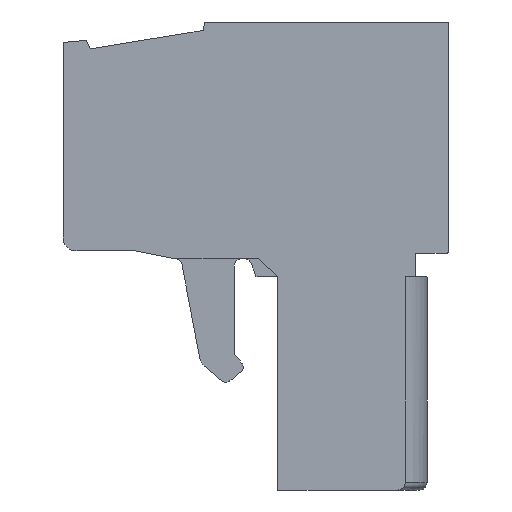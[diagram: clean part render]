
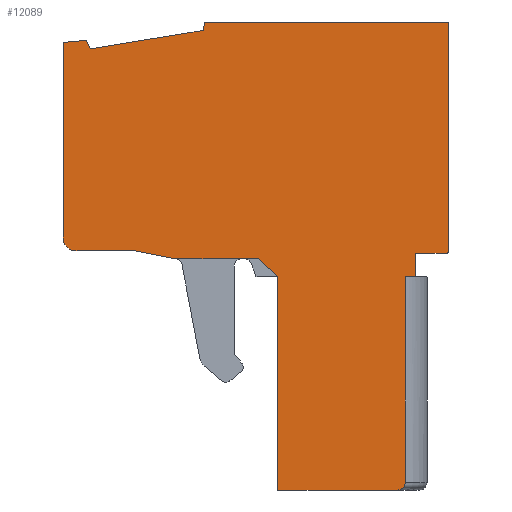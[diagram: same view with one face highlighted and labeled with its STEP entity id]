
A CAD part, front view. The second image highlights one B-rep face of the part: STEP entity #12089.
In plain terms, the highlighted planar face has unit normal (0, -1, 0).
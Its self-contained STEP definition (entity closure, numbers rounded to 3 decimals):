
#1225=DIRECTION('',(-1.,0.,0.));
#1226=VECTOR('',#1225,1.2);
#1227=CARTESIAN_POINT('',(3.65,-7.86,1.));
#1228=LINE('',#1227,#1226);
#2911=CARTESIAN_POINT('',(3.65,-7.86,1.1));
#2912=DIRECTION('',(0.,-1.,0.));
#2913=DIRECTION('',(0.,0.,-1.));
#2914=AXIS2_PLACEMENT_3D('',#2911,#2912,#2913);
#2916=DIRECTION('',(0.,0.,1.));
#2917=VECTOR('',#2916,0.9);
#2918=CARTESIAN_POINT('',(2.45,-7.86,0.1));
#2919=LINE('',#2918,#2917);
#2920=DIRECTION('',(1.,0.,0.));
#2921=VECTOR('',#2920,0.4);
#2922=CARTESIAN_POINT('',(2.05,-7.86,0.1));
#2923=LINE('',#2922,#2921);
#2924=CARTESIAN_POINT('',(1.75,-7.86,-7.9));
#2925=DIRECTION('',(0.,-1.,0.));
#2926=DIRECTION('',(0.,0.,-1.));
#2927=AXIS2_PLACEMENT_3D('',#2924,#2925,#2926);
#2929=DIRECTION('',(1.,0.,0.));
#2930=VECTOR('',#2929,4.65);
#2931=CARTESIAN_POINT('',(-2.9,-7.86,-8.2));
#2932=LINE('',#2931,#2930);
#2933=DIRECTION('',(0.731,0.,-0.682));
#2934=VECTOR('',#2933,1.026);
#2935=CARTESIAN_POINT('',(-3.65,-7.86,0.8));
#2936=LINE('',#2935,#2934);
#2937=DIRECTION('',(1.,0.,0.));
#2938=VECTOR('',#2937,3.3);
#2939=CARTESIAN_POINT('',(-6.95,-7.86,0.8));
#2940=LINE('',#2939,#2938);
#2941=DIRECTION('',(0.981,0.,-0.196));
#2942=VECTOR('',#2941,1.53);
#2943=CARTESIAN_POINT('',(-8.45,-7.86,1.1));
#2944=LINE('',#2943,#2942);
#2945=DIRECTION('',(1.,0.,0.));
#2946=VECTOR('',#2945,2.3);
#2947=CARTESIAN_POINT('',(-10.75,-7.86,1.1));
#2948=LINE('',#2947,#2946);
#2949=CARTESIAN_POINT('',(-10.75,-7.86,1.6));
#2950=DIRECTION('',(0.,-1.,0.));
#2951=DIRECTION('',(-1.,0.,0.));
#2952=AXIS2_PLACEMENT_3D('',#2949,#2950,#2951);
#2954=DIRECTION('',(0.,0.,-1.));
#2955=VECTOR('',#2954,7.608);
#2956=CARTESIAN_POINT('',(-11.25,-7.86,9.208));
#2957=LINE('',#2956,#2955);
#2958=DIRECTION('',(-0.996,0.,-0.087));
#2959=VECTOR('',#2958,0.904);
#2960=CARTESIAN_POINT('',(-10.349,-7.86,9.287));
#2961=LINE('',#2960,#2959);
#2962=DIRECTION('',(-0.412,0.,0.911));
#2963=VECTOR('',#2962,0.362);
#2964=CARTESIAN_POINT('',(-10.2,-7.86,8.957));
#2965=LINE('',#2964,#2963);
#2966=DIRECTION('',(-0.987,0.,-0.16));
#2967=VECTOR('',#2966,4.449);
#2968=CARTESIAN_POINT('',(-5.808,-7.86,9.67));
#2969=LINE('',#2968,#2967);
#2970=DIRECTION('',(-0.174,0.,-0.985));
#2971=VECTOR('',#2970,0.251);
#2972=CARTESIAN_POINT('',(-5.765,-7.86,9.917));
#2973=LINE('',#2972,#2971);
#2974=CARTESIAN_POINT('',(-5.666,-7.86,9.9));
#2975=DIRECTION('',(0.,-1.,0.));
#2976=DIRECTION('',(0.,0.,1.));
#2977=AXIS2_PLACEMENT_3D('',#2974,#2975,#2976);
#2979=DIRECTION('',(-1.,0.,0.));
#2980=VECTOR('',#2979,9.416);
#2981=CARTESIAN_POINT('',(3.75,-7.86,10.));
#2982=LINE('',#2981,#2980);
#2983=DIRECTION('',(0.,0.,1.));
#2984=VECTOR('',#2983,8.9);
#2985=CARTESIAN_POINT('',(3.75,-7.86,1.1));
#2986=LINE('',#2985,#2984);
#4094=DIRECTION('',(0.,0.,1.));
#4095=VECTOR('',#4094,8.3);
#4096=CARTESIAN_POINT('',(-2.9,-7.86,-8.2));
#4097=LINE('',#4096,#4095);
#4159=DIRECTION('',(0.,0.,-1.));
#4160=VECTOR('',#4159,8.);
#4161=CARTESIAN_POINT('',(2.05,-7.86,0.1));
#4162=LINE('',#4161,#4160);
#7107=CARTESIAN_POINT('',(-2.9,-7.86,-8.2));
#7108=CARTESIAN_POINT('',(1.75,-7.86,-8.2));
#7109=VERTEX_POINT('',#7107);
#7110=VERTEX_POINT('',#7108);
#7111=CARTESIAN_POINT('',(3.65,-7.86,1.));
#7112=CARTESIAN_POINT('',(2.45,-7.86,1.));
#7113=VERTEX_POINT('',#7111);
#7114=VERTEX_POINT('',#7112);
#7115=CARTESIAN_POINT('',(3.75,-7.86,1.1));
#7116=VERTEX_POINT('',#7115);
#7117=CARTESIAN_POINT('',(3.75,-7.86,10.));
#7118=VERTEX_POINT('',#7117);
#7119=CARTESIAN_POINT('',(-11.25,-7.86,9.208));
#7120=CARTESIAN_POINT('',(-11.25,-7.86,1.6));
#7121=VERTEX_POINT('',#7119);
#7122=VERTEX_POINT('',#7120);
#7123=CARTESIAN_POINT('',(-10.349,-7.86,9.287));
#7124=VERTEX_POINT('',#7123);
#7125=CARTESIAN_POINT('',(-10.2,-7.86,8.957));
#7126=VERTEX_POINT('',#7125);
#7127=CARTESIAN_POINT('',(-6.95,-7.86,0.8));
#7128=CARTESIAN_POINT('',(-3.65,-7.86,0.8));
#7129=VERTEX_POINT('',#7127);
#7130=VERTEX_POINT('',#7128);
#7131=CARTESIAN_POINT('',(-8.45,-7.86,1.1));
#7132=VERTEX_POINT('',#7131);
#7133=CARTESIAN_POINT('',(-10.75,-7.86,1.1));
#7134=VERTEX_POINT('',#7133);
#7135=CARTESIAN_POINT('',(2.45,-7.86,0.1));
#7136=VERTEX_POINT('',#7135);
#7137=CARTESIAN_POINT('',(-5.666,-7.86,10.));
#7138=VERTEX_POINT('',#7137);
#7139=CARTESIAN_POINT('',(-5.765,-7.86,9.917));
#7140=VERTEX_POINT('',#7139);
#7141=CARTESIAN_POINT('',(-5.808,-7.86,9.67));
#7142=VERTEX_POINT('',#7141);
#7143=CARTESIAN_POINT('',(-2.9,-7.86,0.1));
#7144=VERTEX_POINT('',#7143);
#7145=CARTESIAN_POINT('',(2.05,-7.86,-7.9));
#7146=VERTEX_POINT('',#7145);
#7147=CARTESIAN_POINT('',(2.05,-7.86,0.1));
#7148=VERTEX_POINT('',#7147);
#12055=CARTESIAN_POINT('',(-0.425,-7.86,-4.05));
#12056=DIRECTION('',(0.,1.,0.));
#12057=DIRECTION('',(1.,0.,0.));
#12058=AXIS2_PLACEMENT_3D('',#12055,#12056,#12057);
#12059=PLANE('',#12058);
#12060=ORIENTED_EDGE('',*,*,#9780,.F.);
#12061=ORIENTED_EDGE('',*,*,#9766,.T.);
#12063=ORIENTED_EDGE('',*,*,#12062,.F.);
#12065=ORIENTED_EDGE('',*,*,#12064,.F.);
#12067=ORIENTED_EDGE('',*,*,#12066,.T.);
#12069=ORIENTED_EDGE('',*,*,#12068,.F.);
#12071=ORIENTED_EDGE('',*,*,#12070,.F.);
#12073=ORIENTED_EDGE('',*,*,#12072,.T.);
#12074=ORIENTED_EDGE('',*,*,#12045,.F.);
#12075=ORIENTED_EDGE('',*,*,#11816,.F.);
#12076=ORIENTED_EDGE('',*,*,#11796,.F.);
#12077=ORIENTED_EDGE('',*,*,#11782,.F.);
#12078=ORIENTED_EDGE('',*,*,#11768,.F.);
#12079=ORIENTED_EDGE('',*,*,#10783,.F.);
#12080=ORIENTED_EDGE('',*,*,#10769,.F.);
#12081=ORIENTED_EDGE('',*,*,#10755,.F.);
#12082=ORIENTED_EDGE('',*,*,#10741,.F.);
#12083=ORIENTED_EDGE('',*,*,#10727,.F.);
#12084=ORIENTED_EDGE('',*,*,#10713,.F.);
#12085=ORIENTED_EDGE('',*,*,#9808,.F.);
#12086=ORIENTED_EDGE('',*,*,#9794,.F.);
#12087=EDGE_LOOP('',(#12060,#12061,#12063,#12065,#12067,#12069,#12071,#12073,
#12074,#12075,#12076,#12077,#12078,#12079,#12080,#12081,#12082,#12083,#12084,
#12085,#12086));
#12088=FACE_OUTER_BOUND('',#12087,.F.);
#12089=ADVANCED_FACE('',(#12088),#12059,.F.);
#2915=CIRCLE('',#2914,0.1);
#2928=CIRCLE('',#2927,0.3);
#2953=CIRCLE('',#2952,0.5);
#2978=CIRCLE('',#2977,0.1);
#9766=EDGE_CURVE('',#7113,#7114,#1228,.T.);
#9780=EDGE_CURVE('',#7113,#7116,#2915,.T.);
#9794=EDGE_CURVE('',#7116,#7118,#2986,.T.);
#9808=EDGE_CURVE('',#7118,#7138,#2982,.T.);
#10713=EDGE_CURVE('',#7138,#7140,#2978,.T.);
#10727=EDGE_CURVE('',#7140,#7142,#2973,.T.);
#10741=EDGE_CURVE('',#7142,#7126,#2969,.T.);
#10755=EDGE_CURVE('',#7126,#7124,#2965,.T.);
#10769=EDGE_CURVE('',#7124,#7121,#2961,.T.);
#10783=EDGE_CURVE('',#7121,#7122,#2957,.T.);
#11768=EDGE_CURVE('',#7122,#7134,#2953,.T.);
#11782=EDGE_CURVE('',#7134,#7132,#2948,.T.);
#11796=EDGE_CURVE('',#7132,#7129,#2944,.T.);
#11816=EDGE_CURVE('',#7129,#7130,#2940,.T.);
#12045=EDGE_CURVE('',#7130,#7144,#2936,.T.);
#12062=EDGE_CURVE('',#7136,#7114,#2919,.T.);
#12064=EDGE_CURVE('',#7148,#7136,#2923,.T.);
#12066=EDGE_CURVE('',#7148,#7146,#4162,.T.);
#12068=EDGE_CURVE('',#7110,#7146,#2928,.T.);
#12070=EDGE_CURVE('',#7109,#7110,#2932,.T.);
#12072=EDGE_CURVE('',#7109,#7144,#4097,.T.);
